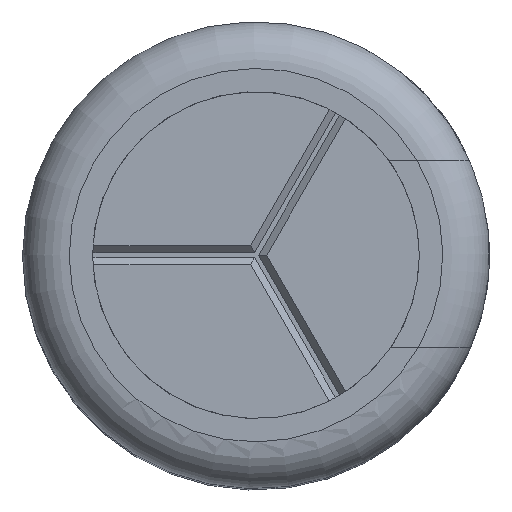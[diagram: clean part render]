
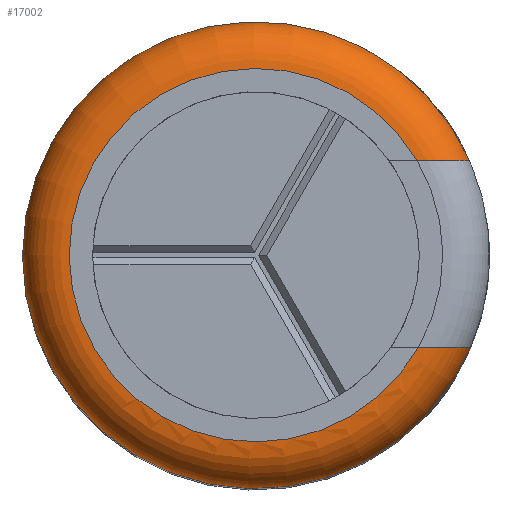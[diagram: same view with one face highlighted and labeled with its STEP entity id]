
A CAD part, top view. The second image highlights one B-rep face of the part: STEP entity #17002.
In plain terms, the highlighted toroidal (fillet/blend) face has major radius 4 mm and minor radius 1 mm.
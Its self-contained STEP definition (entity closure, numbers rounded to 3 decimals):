
#239 = VERTEX_POINT ( 'NONE', #18851 ) ;
#707 = CARTESIAN_POINT ( 'NONE',  ( 4.354, -1.976, 19.639 ) ) ;
#1294 = CARTESIAN_POINT ( 'NONE',  ( 3.478, -1.976, 20. ) ) ;
#1613 = B_SPLINE_CURVE_WITH_KNOTS ( 'NONE', 3,
 ( #18181, #22928, #18467, #20891, #707, #9427, #11735, #1294 ),
 .UNSPECIFIED., .F., .F.,
 ( 4, 2, 2, 4 ),
 ( 0.005, 0.005, 0.005, 0.006 ),
 .UNSPECIFIED. ) ;
#2546 = CARTESIAN_POINT ( 'NONE',  ( 4.417, 2.024, 19.531 ) ) ;
#4218 = FACE_OUTER_BOUND ( 'NONE', #14078, .T. ) ;
#5574 = DIRECTION ( 'NONE',  ( 0., 0., 1. ) ) ;
#6785 = TOROIDAL_SURFACE ( 'NONE', #16889, 4., 1. ) ;
#7431 = CARTESIAN_POINT ( 'NONE',  ( 0., 0., 19. ) ) ;
#7875 = CARTESIAN_POINT ( 'NONE',  ( 3.45, 2.024, 20. ) ) ;
#8830 = CARTESIAN_POINT ( 'NONE',  ( 4.572, 2.024, 19.14 ) ) ;
#8969 = CARTESIAN_POINT ( 'NONE',  ( 4.115, 2.024, 19.821 ) ) ;
#9427 = CARTESIAN_POINT ( 'NONE',  ( 4.035, -1.976, 19.91 ) ) ;
#9924 = VERTEX_POINT ( 'NONE', #24147 ) ;
#10345 = CARTESIAN_POINT ( 'NONE',  ( 4.593, -1.976, 19. ) ) ;
#10482 = CIRCLE ( 'NONE', #28313, 5. ) ;
#11212 = VERTEX_POINT ( 'NONE', #20478 ) ;
#11317 = EDGE_CURVE ( 'NONE', #9924, #12801, #13220, .T. ) ;
#11735 = CARTESIAN_POINT ( 'NONE',  ( 3.755, -1.976, 20. ) ) ;
#12211 = DIRECTION ( 'NONE',  ( 1., 0., 0. ) ) ;
#12801 = VERTEX_POINT ( 'NONE', #20015 ) ;
#12867 = CIRCLE ( 'NONE', #14280, 4. ) ;
#13025 = AXIS2_PLACEMENT_3D ( 'NONE', #7431, #16620, #25323 ) ;
#13220 = B_SPLINE_CURVE_WITH_KNOTS ( 'NONE', 3,
 ( #7875, #14514, #23224, #23364, #8969, #24313, #2546, #22021, #8830, #17584 ),
 .UNSPECIFIED., .F., .F.,
 ( 4, 2, 2, 2, 4 ),
 ( 0.001, 0.001, 0.001, 0.002, 0.002 ),
 .UNSPECIFIED. ) ;
#13809 = EDGE_CURVE ( 'NONE', #9924, #11212, #12867, .T. ) ;
#14078 = EDGE_LOOP ( 'NONE', ( #27535, #18812, #22288, #22840, #27447 ) ) ;
#14280 = AXIS2_PLACEMENT_3D ( 'NONE', #25187, #5574, #14343 ) ;
#14343 = DIRECTION ( 'NONE',  ( 1., 0., 0. ) ) ;
#14514 = CARTESIAN_POINT ( 'NONE',  ( 3.59, 2.024, 20. ) ) ;
#15000 = VERTEX_POINT ( 'NONE', #10345 ) ;
#15326 = CIRCLE ( 'NONE', #13025, 5. ) ;
#16620 = DIRECTION ( 'NONE',  ( 0., 0., -1. ) ) ;
#16889 = AXIS2_PLACEMENT_3D ( 'NONE', #23714, #25701, #19373 ) ;
#17002 = ADVANCED_FACE ( 'NONE', ( #4218 ), #6785, .T. ) ;
#17572 = EDGE_CURVE ( 'NONE', #15000, #239, #10482, .T. ) ;
#17584 = CARTESIAN_POINT ( 'NONE',  ( 4.572, 2.024, 19. ) ) ;
#18181 = CARTESIAN_POINT ( 'NONE',  ( 4.593, -1.976, 19. ) ) ;
#18467 = CARTESIAN_POINT ( 'NONE',  ( 4.561, -1.976, 19.277 ) ) ;
#18812 = ORIENTED_EDGE ( 'NONE', *, *, #22718, .T. ) ;
#18851 = CARTESIAN_POINT ( 'NONE',  ( -5., 0., 19. ) ) ;
#19342 = EDGE_CURVE ( 'NONE', #239, #12801, #15326, .T. ) ;
#19373 = DIRECTION ( 'NONE',  ( 1., 0., 0. ) ) ;
#20015 = CARTESIAN_POINT ( 'NONE',  ( 4.572, 2.024, 19. ) ) ;
#20478 = CARTESIAN_POINT ( 'NONE',  ( 3.478, -1.976, 20. ) ) ;
#20891 = CARTESIAN_POINT ( 'NONE',  ( 4.441, -1.976, 19.527 ) ) ;
#22021 = CARTESIAN_POINT ( 'NONE',  ( 4.539, 2.024, 19.279 ) ) ;
#22288 = ORIENTED_EDGE ( 'NONE', *, *, #13809, .F. ) ;
#22718 = EDGE_CURVE ( 'NONE', #15000, #11212, #1613, .T. ) ;
#22840 = ORIENTED_EDGE ( 'NONE', *, *, #11317, .T. ) ;
#22928 = CARTESIAN_POINT ( 'NONE',  ( 4.593, -1.976, 19.138 ) ) ;
#23224 = CARTESIAN_POINT ( 'NONE',  ( 3.727, 2.024, 19.979 ) ) ;
#23364 = CARTESIAN_POINT ( 'NONE',  ( 3.991, 2.024, 19.889 ) ) ;
#23714 = CARTESIAN_POINT ( 'NONE',  ( 0., 0., 19. ) ) ;
#24147 = CARTESIAN_POINT ( 'NONE',  ( 3.45, 2.024, 20. ) ) ;
#24313 = CARTESIAN_POINT ( 'NONE',  ( 4.328, 2.024, 19.642 ) ) ;
#25187 = CARTESIAN_POINT ( 'NONE',  ( 0., 0., 20. ) ) ;
#25323 = DIRECTION ( 'NONE',  ( 1., 0., 0. ) ) ;
#25701 = DIRECTION ( 'NONE',  ( 0., 0., 1. ) ) ;
#27245 = DIRECTION ( 'NONE',  ( 0., 0., -1. ) ) ;
#27394 = CARTESIAN_POINT ( 'NONE',  ( 0., 0., 19. ) ) ;
#27447 = ORIENTED_EDGE ( 'NONE', *, *, #19342, .F. ) ;
#27535 = ORIENTED_EDGE ( 'NONE', *, *, #17572, .F. ) ;
#28313 = AXIS2_PLACEMENT_3D ( 'NONE', #27394, #27245, #12211 ) ;
